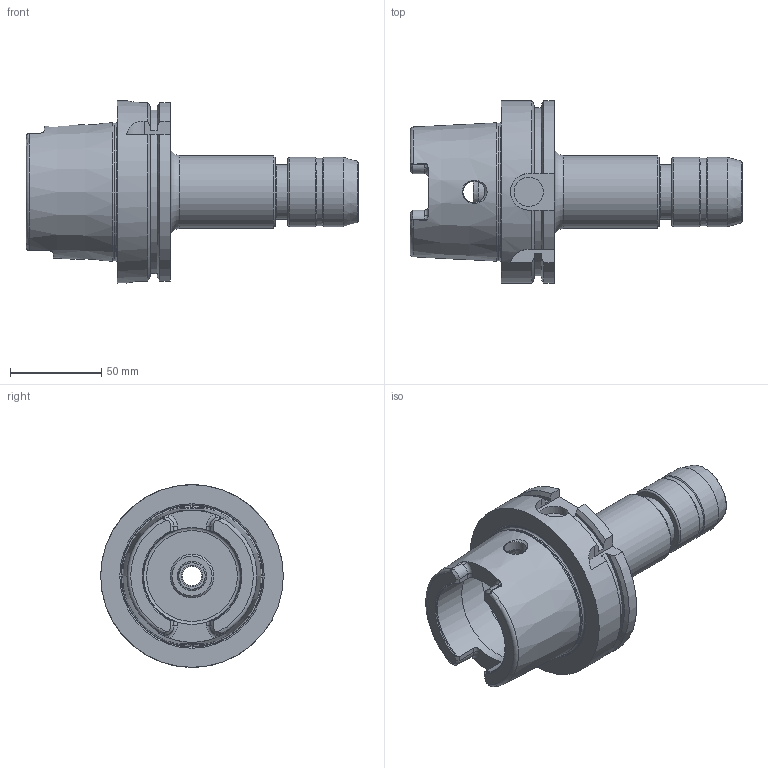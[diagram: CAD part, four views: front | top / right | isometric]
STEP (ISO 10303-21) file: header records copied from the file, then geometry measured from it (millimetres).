
FILE_DESCRIPTION((''),'2;1');
FILE_NAME('552077001125-3D.stp','2020-07-03T13:32:40',('nttooll'),(''),'Autodesk Inventor 2012','Autodesk Inventor 2012','');
FILE_SCHEMA(('AUTOMOTIVE_DESIGN { 1 0 10303 214 1 1 1 1 }'));
Length unit declared in the file: millimetre
Products named in the file (1): 552077001125-3D
Bounding box: 181.8 x 100 x 100 mm (x, y, z)
Volume: 356259.6 mm3; surface area: 70090.3 mm2
Topology: 1 solids, 1 shells, 146 faces, 352 edges, 219 vertices
Faces by surface type: plane 52, cylinder 44, cone 30, torus 20
Full cylindrical faces by diameter (mm): 10.5 x1, 12 x3, 15.3 x1, 16 x2, 19 x1, 19.4 x1, 24 x1, 26 x1, 30 x1, 30.2 x1, 37 x1, 38 x2, 40 x1, 53 x1, 53.8 x1, 63 x1, 75.3 x1, 100 x1
Entity records: 4287 total; most frequent: CARTESIAN_POINT 1112, DIRECTION 675, ORIENTED_EDGE 588, EDGE_CURVE 294, AXIS2_PLACEMENT_3D 288, EDGE_LOOP 211, VERTEX_POINT 209, FACE_OUTER_BOUND 146
